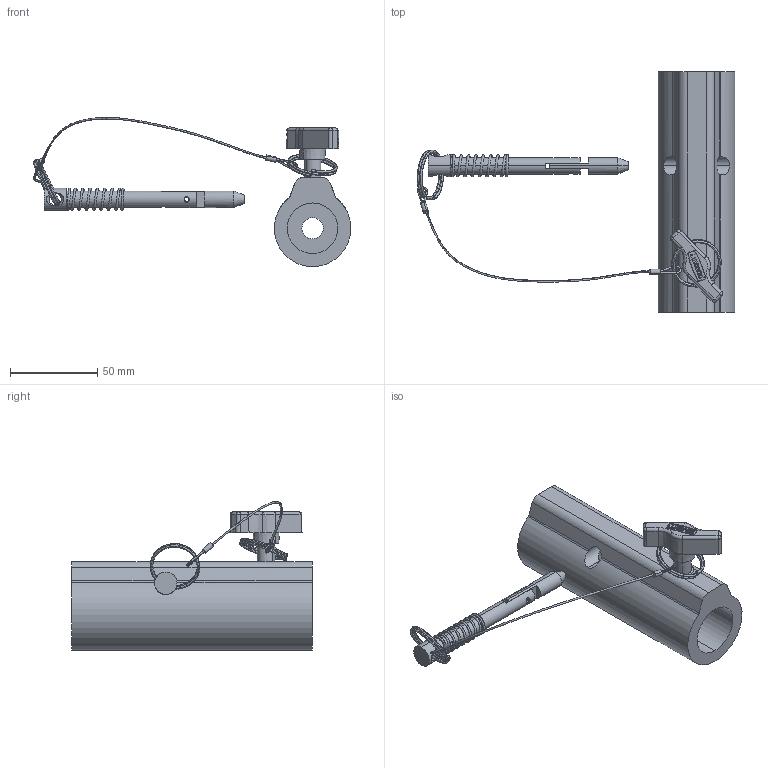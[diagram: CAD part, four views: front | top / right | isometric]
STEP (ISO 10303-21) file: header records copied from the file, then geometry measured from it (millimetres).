
FILE_DESCRIPTION (( 'STEP AP203' ), '1' );
FILE_NAME ('T74800.STEP', '2018-09-05T15:46:37', ( '' ), ( '' ), 'SwSTEP 2.0', 'SolidWorks 2016', '' );
FILE_SCHEMA (( 'CONFIG_CONTROL_DESIGN' ));
Length unit declared in the file: millimetre
Products named in the file (13): S1181-3_TH631-1 32MM LG; Doughty Knob_S0158; S2605_For T74800; F629; S1576_For T74800; S1181-2; S2663; S1181; TH2038_TH452; T74800; TH2225_TH2225; S1181-4; S1181-1_TH629-1 M10 Sword Body
Assembly tree (13 placements, depth 3):
  T74800
    TH2225_TH2225
      TH2038_TH452
      F629
    Doughty Knob_S0158
    S1181
      S1181-1_TH629-1 M10 Sword Body
      S1181-4
      S1181-2
      S1181-3_TH631-1 32MM LG
    S1576_For T74800
      S2605_For T74800
      S2663  x2
Bounding box: 182.18 x 138 x 85.57 mm (x, y, z)
Volume: 159926.1 mm3; surface area: 49439.5 mm2
Topology: 10 solids, 10 shells, 259 faces, 636 edges, 408 vertices
Faces by surface type: plane 103, cylinder 94, cone 26, torus 20, bspline 16
Entity records: 14253 total; most frequent: CARTESIAN_POINT 6736, DIRECTION 1338, ORIENTED_EDGE 1248, EDGE_CURVE 624, AXIS2_PLACEMENT_3D 512, VERTEX_POINT 400, LINE 314, VECTOR 314
